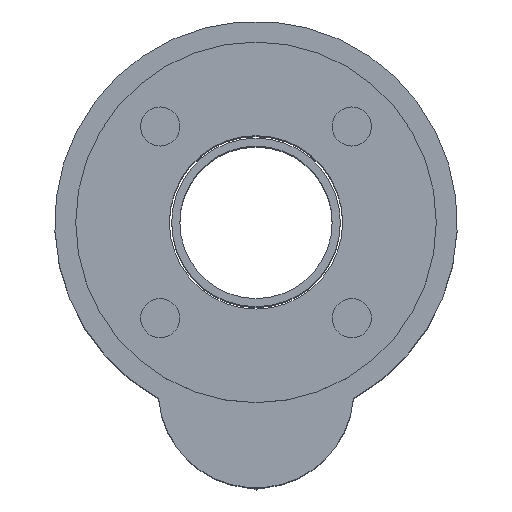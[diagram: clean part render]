
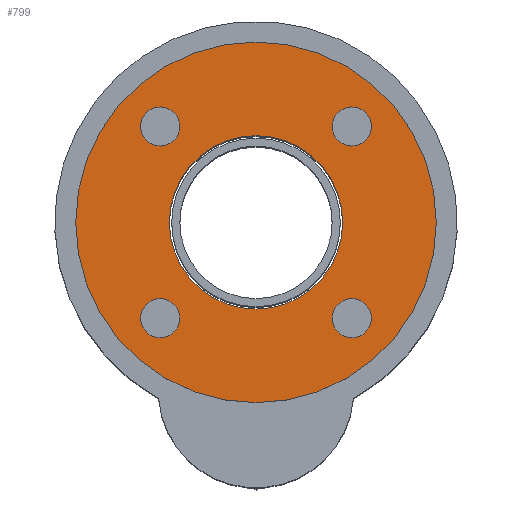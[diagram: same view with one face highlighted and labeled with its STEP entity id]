
A CAD part, top view. The second image highlights one B-rep face of the part: STEP entity #799.
In plain terms, the highlighted planar face has unit normal (0, 0, 1).
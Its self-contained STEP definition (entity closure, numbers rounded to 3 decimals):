
#102=PLANE('',#899);
#154=FACE_BOUND('',#291,.T.);
#155=FACE_BOUND('',#292,.T.);
#156=FACE_BOUND('',#293,.T.);
#157=FACE_BOUND('',#294,.T.);
#158=FACE_BOUND('',#295,.T.);
#203=FACE_OUTER_BOUND('',#290,.T.);
#290=EDGE_LOOP('',(#624));
#291=EDGE_LOOP('',(#625));
#292=EDGE_LOOP('',(#626));
#293=EDGE_LOOP('',(#627));
#294=EDGE_LOOP('',(#628));
#295=EDGE_LOOP('',(#629));
#372=CIRCLE('',#882,31.);
#374=CIRCLE('',#885,7.);
#376=CIRCLE('',#888,7.);
#378=CIRCLE('',#891,7.);
#380=CIRCLE('',#894,7.);
#382=CIRCLE('',#897,64.5);
#430=VERTEX_POINT('',#1280);
#432=VERTEX_POINT('',#1285);
#434=VERTEX_POINT('',#1290);
#436=VERTEX_POINT('',#1295);
#438=VERTEX_POINT('',#1300);
#440=VERTEX_POINT('',#1305);
#504=EDGE_CURVE('',#430,#430,#372,.T.);
#506=EDGE_CURVE('',#432,#432,#374,.T.);
#508=EDGE_CURVE('',#434,#434,#376,.T.);
#510=EDGE_CURVE('',#436,#436,#378,.T.);
#512=EDGE_CURVE('',#438,#438,#380,.T.);
#514=EDGE_CURVE('',#440,#440,#382,.T.);
#624=ORIENTED_EDGE('',*,*,#514,.F.);
#625=ORIENTED_EDGE('',*,*,#504,.T.);
#626=ORIENTED_EDGE('',*,*,#506,.T.);
#627=ORIENTED_EDGE('',*,*,#508,.T.);
#628=ORIENTED_EDGE('',*,*,#510,.T.);
#629=ORIENTED_EDGE('',*,*,#512,.T.);
#799=ADVANCED_FACE('',(#203,#154,#155,#156,#157,#158),#102,.F.);
#882=AXIS2_PLACEMENT_3D('',#1281,#1036,#1037);
#885=AXIS2_PLACEMENT_3D('',#1286,#1042,#1043);
#888=AXIS2_PLACEMENT_3D('',#1291,#1048,#1049);
#891=AXIS2_PLACEMENT_3D('',#1296,#1054,#1055);
#894=AXIS2_PLACEMENT_3D('',#1301,#1060,#1061);
#897=AXIS2_PLACEMENT_3D('',#1306,#1066,#1067);
#899=AXIS2_PLACEMENT_3D('',#1309,#1070,#1071);
#1036=DIRECTION('center_axis',(0.,0.,-1.));
#1037=DIRECTION('ref_axis',(-1.,0.,0.));
#1042=DIRECTION('center_axis',(0.,0.,-1.));
#1043=DIRECTION('ref_axis',(-1.,0.,0.));
#1048=DIRECTION('center_axis',(0.,0.,-1.));
#1049=DIRECTION('ref_axis',(-1.,0.,0.));
#1054=DIRECTION('center_axis',(0.,0.,-1.));
#1055=DIRECTION('ref_axis',(-1.,0.,0.));
#1060=DIRECTION('center_axis',(0.,0.,-1.));
#1061=DIRECTION('ref_axis',(-1.,0.,0.));
#1066=DIRECTION('center_axis',(0.,0.,-1.));
#1067=DIRECTION('ref_axis',(-1.,0.,0.));
#1070=DIRECTION('center_axis',(0.,0.,-1.));
#1071=DIRECTION('ref_axis',(-1.,0.,0.));
#1280=CARTESIAN_POINT('',(31.,0.,162.));
#1281=CARTESIAN_POINT('Origin',(0.,0.,162.));
#1285=CARTESIAN_POINT('',(-27.295,34.295,162.));
#1286=CARTESIAN_POINT('Origin',(-34.295,34.295,162.));
#1290=CARTESIAN_POINT('',(-27.295,-34.295,162.));
#1291=CARTESIAN_POINT('Origin',(-34.295,-34.295,162.));
#1295=CARTESIAN_POINT('',(41.295,-34.295,162.));
#1296=CARTESIAN_POINT('Origin',(34.295,-34.295,162.));
#1300=CARTESIAN_POINT('',(41.295,34.295,162.));
#1301=CARTESIAN_POINT('Origin',(34.295,34.295,162.));
#1305=CARTESIAN_POINT('',(64.5,0.,162.));
#1306=CARTESIAN_POINT('Origin',(0.,0.,162.));
#1309=CARTESIAN_POINT('Origin',(0.,0.,162.));
